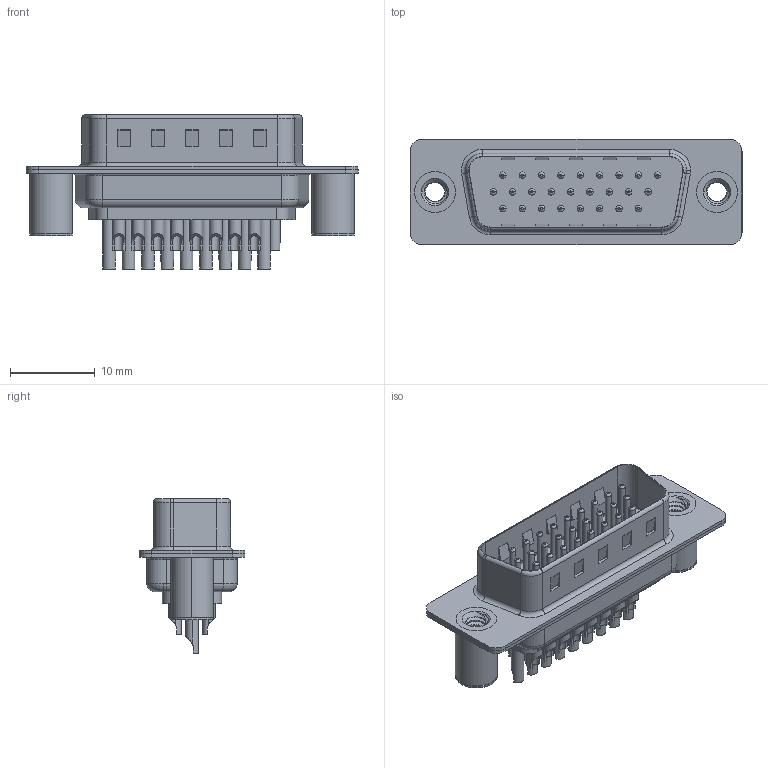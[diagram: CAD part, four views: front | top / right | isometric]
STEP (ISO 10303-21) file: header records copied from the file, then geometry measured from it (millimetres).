
FILE_DESCRIPTION (( 'STEP AP203' ), '1' );
FILE_NAME ('637-M26-632-BT3.STEP', '2018-11-20T00:23:34', ( '' ), ( '' ), 'SwSTEP 2.0', 'SolidWorks 2016', '' );
FILE_SCHEMA (( 'CONFIG_CONTROL_DESIGN' ));
Length unit declared in the file: millimetre
Products named in the file (8): 637M 4-40 Threaded Board Spacer; 637-M26-632-BT3; 637M Housing_26 Contacts; 637M Shell Front_26 Contacts; 637M Shell Rear_26 Contacts; 637M Contact Row 1_32; 637M Contact Row 2_32; 637M Contact Row 3_32
Assembly tree (31 placements, depth 2):
  637-M26-632-BT3
    637M Housing_26 Contacts
    637M Shell Front_26 Contacts
    637M Shell Rear_26 Contacts
    637M Contact Row 1_32  x9
    637M Contact Row 2_32  x9
    637M Contact Row 3_32  x8
    637M 4-40 Threaded Board Spacer  x2
Bounding box: 39.2 x 12.5 x 18.25 mm (x, y, z)
Volume: 2118.4 mm3; surface area: 6331.5 mm2
Topology: 31 solids, 31 shells, 1336 faces, 3125 edges, 1914 vertices
Faces by surface type: cylinder 573, plane 373, torus 314, cone 70, bspline 6
Entity records: 21440 total; most frequent: CARTESIAN_POINT 4912, DIRECTION 3391, ORIENTED_EDGE 2956, EDGE_CURVE 1478, AXIS2_PLACEMENT_3D 1356, VERTEX_POINT 940, EDGE_LOOP 772, CIRCLE 706
